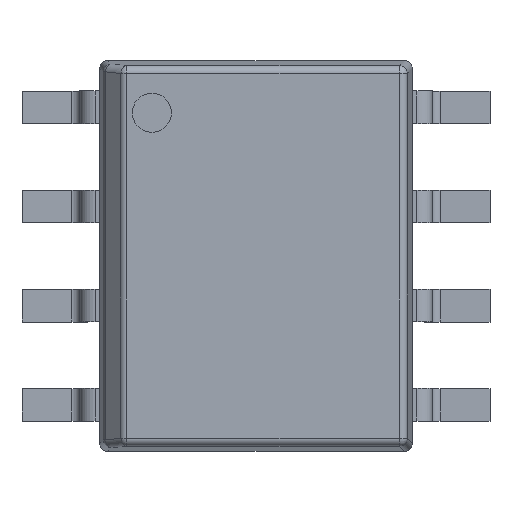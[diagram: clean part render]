
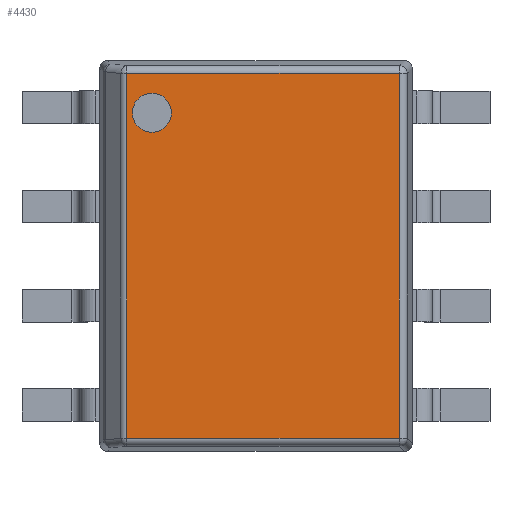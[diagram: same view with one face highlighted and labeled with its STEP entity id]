
A CAD part, top view. The second image highlights one B-rep face of the part: STEP entity #4430.
In plain terms, the highlighted planar face has unit normal (0, 0, 1).
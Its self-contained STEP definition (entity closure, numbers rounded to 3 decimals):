
#3471 = CYLINDRICAL_SURFACE('',#3472,0.1);
#3472 = AXIS2_PLACEMENT_3D('',#3473,#3474,#3475);
#3473 = CARTESIAN_POINT('',(0.3,0.164,1.652));
#3474 = DIRECTION('',(1.,0.,0.));
#3475 = DIRECTION('',(0.,-0.995,0.105));
#3620 = CYLINDRICAL_SURFACE('',#3621,0.1);
#3621 = AXIS2_PLACEMENT_3D('',#3622,#3623,#3624);
#3622 = CARTESIAN_POINT('',(0.3,4.836,1.652));
#3623 = DIRECTION('',(1.,0.,0.));
#3624 = DIRECTION('',(0.,0.995,0.105));
#3696 = CYLINDRICAL_SURFACE('',#3697,0.1);
#3697 = AXIS2_PLACEMENT_3D('',#3698,#3699,#3700);
#3698 = CARTESIAN_POINT('',(3.836,0.073,1.652));
#3699 = DIRECTION('',(0.,1.,0.));
#3700 = DIRECTION('',(0.995,0.,0.105));
#3999 = VERTEX_POINT('',#4000);
#4000 = CARTESIAN_POINT('',(3.836,0.164,1.752));
#4020 = EDGE_CURVE('',#4021,#3999,#4023,.T.);
#4021 = VERTEX_POINT('',#4022);
#4022 = CARTESIAN_POINT('',(0.341,0.164,1.752));
#4023 = SURFACE_CURVE('',#4024,(#4028,#4035),.PCURVE_S1.);
#4024 = LINE('',#4025,#4026);
#4025 = CARTESIAN_POINT('',(0.3,0.164,1.752));
#4026 = VECTOR('',#4027,1.);
#4027 = DIRECTION('',(1.,0.,0.));
#4028 = PCURVE('',#3471,#4029);
#4029 = DEFINITIONAL_REPRESENTATION('',(#4030),#4034);
#4030 = LINE('',#4031,#4032);
#4031 = CARTESIAN_POINT('',(4.817,0.));
#4032 = VECTOR('',#4033,1.);
#4033 = DIRECTION('',(0.,1.));
#4034 = ( GEOMETRIC_REPRESENTATION_CONTEXT(2) 
PARAMETRIC_REPRESENTATION_CONTEXT() REPRESENTATION_CONTEXT('2D SPACE',''
  ) );
#4035 = PCURVE('',#4036,#4041);
#4036 = PLANE('',#4037);
#4037 = AXIS2_PLACEMENT_3D('',#4038,#4039,#4040);
#4038 = CARTESIAN_POINT('',(0.,0.,1.752));
#4039 = DIRECTION('',(0.,0.,1.));
#4040 = DIRECTION('',(1.,0.,0.));
#4041 = DEFINITIONAL_REPRESENTATION('',(#4042),#4046);
#4042 = LINE('',#4043,#4044);
#4043 = CARTESIAN_POINT('',(0.3,0.164));
#4044 = VECTOR('',#4045,1.);
#4045 = DIRECTION('',(1.,0.));
#4046 = ( GEOMETRIC_REPRESENTATION_CONTEXT(2) 
PARAMETRIC_REPRESENTATION_CONTEXT() REPRESENTATION_CONTEXT('2D SPACE',''
  ) );
#4202 = VERTEX_POINT('',#4203);
#4203 = CARTESIAN_POINT('',(0.341,4.836,1.752));
#4240 = EDGE_CURVE('',#4202,#4241,#4243,.T.);
#4241 = VERTEX_POINT('',#4242);
#4242 = CARTESIAN_POINT('',(3.836,4.836,1.752));
#4243 = SURFACE_CURVE('',#4244,(#4248,#4255),.PCURVE_S1.);
#4244 = LINE('',#4245,#4246);
#4245 = CARTESIAN_POINT('',(0.3,4.836,1.752));
#4246 = VECTOR('',#4247,1.);
#4247 = DIRECTION('',(1.,0.,0.));
#4248 = PCURVE('',#3620,#4249);
#4249 = DEFINITIONAL_REPRESENTATION('',(#4250),#4254);
#4250 = LINE('',#4251,#4252);
#4251 = CARTESIAN_POINT('',(1.466,0.));
#4252 = VECTOR('',#4253,1.);
#4253 = DIRECTION('',(0.,1.));
#4254 = ( GEOMETRIC_REPRESENTATION_CONTEXT(2) 
PARAMETRIC_REPRESENTATION_CONTEXT() REPRESENTATION_CONTEXT('2D SPACE',''
  ) );
#4255 = PCURVE('',#4036,#4256);
#4256 = DEFINITIONAL_REPRESENTATION('',(#4257),#4261);
#4257 = LINE('',#4258,#4259);
#4258 = CARTESIAN_POINT('',(0.3,4.836));
#4259 = VECTOR('',#4260,1.);
#4260 = DIRECTION('',(1.,0.));
#4261 = ( GEOMETRIC_REPRESENTATION_CONTEXT(2) 
PARAMETRIC_REPRESENTATION_CONTEXT() REPRESENTATION_CONTEXT('2D SPACE',''
  ) );
#4306 = EDGE_CURVE('',#3999,#4241,#4307,.T.);
#4307 = SURFACE_CURVE('',#4308,(#4312,#4319),.PCURVE_S1.);
#4308 = LINE('',#4309,#4310);
#4309 = CARTESIAN_POINT('',(3.836,0.073,1.752));
#4310 = VECTOR('',#4311,1.);
#4311 = DIRECTION('',(0.,1.,0.));
#4312 = PCURVE('',#3696,#4313);
#4313 = DEFINITIONAL_REPRESENTATION('',(#4314),#4318);
#4314 = LINE('',#4315,#4316);
#4315 = CARTESIAN_POINT('',(4.817,0.));
#4316 = VECTOR('',#4317,1.);
#4317 = DIRECTION('',(0.,1.));
#4318 = ( GEOMETRIC_REPRESENTATION_CONTEXT(2) 
PARAMETRIC_REPRESENTATION_CONTEXT() REPRESENTATION_CONTEXT('2D SPACE',''
  ) );
#4319 = PCURVE('',#4036,#4320);
#4320 = DEFINITIONAL_REPRESENTATION('',(#4321),#4325);
#4321 = LINE('',#4322,#4323);
#4322 = CARTESIAN_POINT('',(3.836,0.073));
#4323 = VECTOR('',#4324,1.);
#4324 = DIRECTION('',(0.,1.));
#4325 = ( GEOMETRIC_REPRESENTATION_CONTEXT(2) 
PARAMETRIC_REPRESENTATION_CONTEXT() REPRESENTATION_CONTEXT('2D SPACE',''
  ) );
#4387 = CYLINDRICAL_SURFACE('',#4388,0.1);
#4388 = AXIS2_PLACEMENT_3D('',#4389,#4390,#4391);
#4389 = CARTESIAN_POINT('',(0.341,0.073,1.652));
#4390 = DIRECTION('',(0.,1.,0.));
#4391 = DIRECTION('',(-0.707,0.,0.707));
#4430 = ADVANCED_FACE('',(#4431,#4457),#4036,.T.);
#4431 = FACE_BOUND('',#4432,.T.);
#4432 = EDGE_LOOP('',(#4433,#4434,#4455,#4456));
#4433 = ORIENTED_EDGE('',*,*,#4240,.F.);
#4434 = ORIENTED_EDGE('',*,*,#4435,.F.);
#4435 = EDGE_CURVE('',#4021,#4202,#4436,.T.);
#4436 = SURFACE_CURVE('',#4437,(#4441,#4448),.PCURVE_S1.);
#4437 = LINE('',#4438,#4439);
#4438 = CARTESIAN_POINT('',(0.341,0.073,1.752));
#4439 = VECTOR('',#4440,1.);
#4440 = DIRECTION('',(0.,1.,0.));
#4441 = PCURVE('',#4036,#4442);
#4442 = DEFINITIONAL_REPRESENTATION('',(#4443),#4447);
#4443 = LINE('',#4444,#4445);
#4444 = CARTESIAN_POINT('',(0.341,0.073));
#4445 = VECTOR('',#4446,1.);
#4446 = DIRECTION('',(0.,1.));
#4447 = ( GEOMETRIC_REPRESENTATION_CONTEXT(2) 
PARAMETRIC_REPRESENTATION_CONTEXT() REPRESENTATION_CONTEXT('2D SPACE',''
  ) );
#4448 = PCURVE('',#4387,#4449);
#4449 = DEFINITIONAL_REPRESENTATION('',(#4450),#4454);
#4450 = LINE('',#4451,#4452);
#4451 = CARTESIAN_POINT('',(0.785,0.));
#4452 = VECTOR('',#4453,1.);
#4453 = DIRECTION('',(0.,1.));
#4454 = ( GEOMETRIC_REPRESENTATION_CONTEXT(2) 
PARAMETRIC_REPRESENTATION_CONTEXT() REPRESENTATION_CONTEXT('2D SPACE',''
  ) );
#4455 = ORIENTED_EDGE('',*,*,#4020,.T.);
#4456 = ORIENTED_EDGE('',*,*,#4306,.T.);
#4457 = FACE_BOUND('',#4458,.T.);
#4458 = EDGE_LOOP('',(#4459));
#4459 = ORIENTED_EDGE('',*,*,#4460,.F.);
#4460 = EDGE_CURVE('',#4461,#4461,#4463,.T.);
#4461 = VERTEX_POINT('',#4462);
#4462 = CARTESIAN_POINT('',(0.917,4.333,1.752));
#4463 = SURFACE_CURVE('',#4464,(#4469,#4476),.PCURVE_S1.);
#4464 = CIRCLE('',#4465,0.25);
#4465 = AXIS2_PLACEMENT_3D('',#4466,#4467,#4468);
#4466 = CARTESIAN_POINT('',(0.667,4.333,1.752));
#4467 = DIRECTION('',(0.,0.,1.));
#4468 = DIRECTION('',(1.,0.,0.));
#4469 = PCURVE('',#4036,#4470);
#4470 = DEFINITIONAL_REPRESENTATION('',(#4471),#4475);
#4471 = CIRCLE('',#4472,0.25);
#4472 = AXIS2_PLACEMENT_2D('',#4473,#4474);
#4473 = CARTESIAN_POINT('',(0.667,4.333));
#4474 = DIRECTION('',(1.,0.));
#4475 = ( GEOMETRIC_REPRESENTATION_CONTEXT(2) 
PARAMETRIC_REPRESENTATION_CONTEXT() REPRESENTATION_CONTEXT('2D SPACE',''
  ) );
#4476 = PCURVE('',#4477,#4482);
#4477 = CYLINDRICAL_SURFACE('',#4478,0.25);
#4478 = AXIS2_PLACEMENT_3D('',#4479,#4480,#4481);
#4479 = CARTESIAN_POINT('',(0.667,4.333,1.652));
#4480 = DIRECTION('',(0.,0.,1.));
#4481 = DIRECTION('',(1.,0.,0.));
#4482 = DEFINITIONAL_REPRESENTATION('',(#4483),#4487);
#4483 = LINE('',#4484,#4485);
#4484 = CARTESIAN_POINT('',(0.,0.1));
#4485 = VECTOR('',#4486,1.);
#4486 = DIRECTION('',(1.,0.));
#4487 = ( GEOMETRIC_REPRESENTATION_CONTEXT(2) 
PARAMETRIC_REPRESENTATION_CONTEXT() REPRESENTATION_CONTEXT('2D SPACE',''
  ) );
